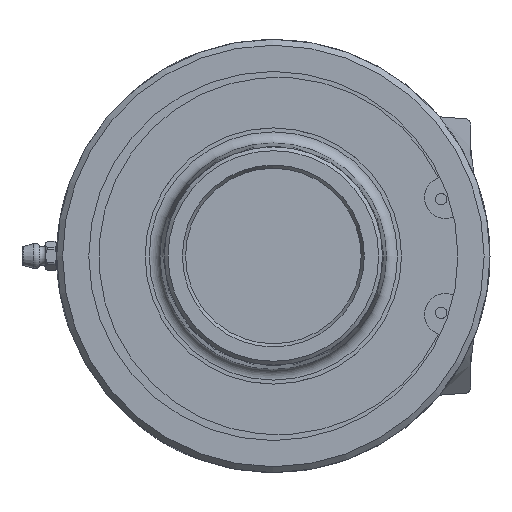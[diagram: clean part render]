
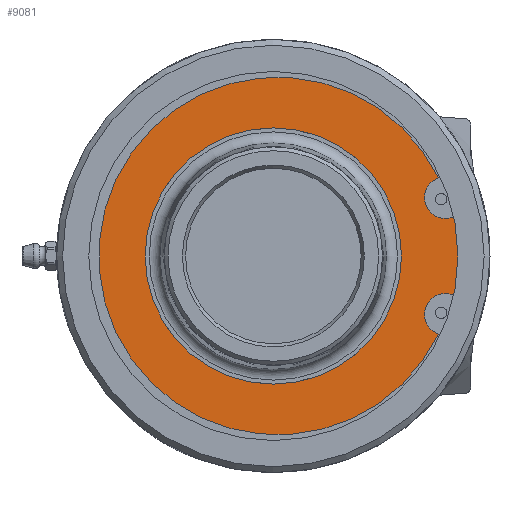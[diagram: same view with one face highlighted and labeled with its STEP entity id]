
A CAD part, left-side view. The second image highlights one B-rep face of the part: STEP entity #9081.
In plain terms, the highlighted planar face has unit normal (-1, 0, 0).
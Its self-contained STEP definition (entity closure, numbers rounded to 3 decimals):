
#374=PLANE('',#9773);
#545=FACE_BOUND('',#1638,.T.);
#1079=FACE_OUTER_BOUND('',#1637,.T.);
#1637=EDGE_LOOP('',(#6403,#6404,#6405,#6406,#6407,#6408));
#1638=EDGE_LOOP('',(#6409,#6410));
#2276=CIRCLE('',#9772,53.8);
#2277=CIRCLE('',#9774,5.682);
#2278=CIRCLE('',#9775,48.478);
#2279=CIRCLE('',#9776,5.682);
#2280=CIRCLE('',#9777,34.75);
#2281=CIRCLE('',#9778,34.75);
#2607=LINE('',#17657,#3083);
#2608=LINE('',#17659,#3084);
#3083=VECTOR('',#10767,10.);
#3084=VECTOR('',#10768,10.);
#3851=VERTEX_POINT('',#17645);
#3855=VERTEX_POINT('',#17652);
#3856=VERTEX_POINT('',#17656);
#3857=VERTEX_POINT('',#17658);
#3858=VERTEX_POINT('',#17660);
#3859=VERTEX_POINT('',#17662);
#3860=VERTEX_POINT('',#17665);
#3861=VERTEX_POINT('',#17666);
#4856=EDGE_CURVE('',#3851,#3855,#2276,.T.);
#4857=EDGE_CURVE('',#3856,#3851,#2607,.T.);
#4858=EDGE_CURVE('',#3855,#3857,#2608,.T.);
#4859=EDGE_CURVE('',#3857,#3858,#2277,.T.);
#4860=EDGE_CURVE('',#3858,#3859,#2278,.T.);
#4861=EDGE_CURVE('',#3859,#3856,#2279,.T.);
#4862=EDGE_CURVE('',#3860,#3861,#2280,.T.);
#4863=EDGE_CURVE('',#3861,#3860,#2281,.T.);
#6403=ORIENTED_EDGE('',*,*,#4857,.T.);
#6404=ORIENTED_EDGE('',*,*,#4856,.T.);
#6405=ORIENTED_EDGE('',*,*,#4858,.T.);
#6406=ORIENTED_EDGE('',*,*,#4859,.T.);
#6407=ORIENTED_EDGE('',*,*,#4860,.T.);
#6408=ORIENTED_EDGE('',*,*,#4861,.T.);
#6409=ORIENTED_EDGE('',*,*,#4862,.T.);
#6410=ORIENTED_EDGE('',*,*,#4863,.T.);
#9081=ADVANCED_FACE('',(#1079,#545),#374,.F.);
#9772=AXIS2_PLACEMENT_3D('',#17654,#10763,#10764);
#9773=AXIS2_PLACEMENT_3D('',#17655,#10765,#10766);
#9774=AXIS2_PLACEMENT_3D('',#17661,#10769,#10770);
#9775=AXIS2_PLACEMENT_3D('',#17663,#10771,#10772);
#9776=AXIS2_PLACEMENT_3D('',#17664,#10773,#10774);
#9777=AXIS2_PLACEMENT_3D('',#17667,#10775,#10776);
#9778=AXIS2_PLACEMENT_3D('',#17668,#10777,#10778);
#10763=DIRECTION('center_axis',(-1.,0.,0.));
#10764=DIRECTION('ref_axis',(0.,1.,0.));
#10765=DIRECTION('center_axis',(1.,0.,0.));
#10766=DIRECTION('ref_axis',(0.,0.,-1.));
#10767=DIRECTION('',(0.,-0.96,-0.281));
#10768=DIRECTION('',(0.,0.96,-0.281));
#10769=DIRECTION('center_axis',(1.,0.,0.));
#10770=DIRECTION('ref_axis',(0.,0.335,0.942));
#10771=DIRECTION('center_axis',(-1.,0.,0.));
#10772=DIRECTION('ref_axis',(0.,1.,0.));
#10773=DIRECTION('center_axis',(1.,0.,0.));
#10774=DIRECTION('ref_axis',(0.,-0.335,0.942));
#10775=DIRECTION('center_axis',(1.,0.,0.));
#10776=DIRECTION('ref_axis',(0.,-1.,0.));
#10777=DIRECTION('center_axis',(1.,0.,0.));
#10778=DIRECTION('ref_axis',(0.,-1.,0.));
#17645=CARTESIAN_POINT('',(10.375,-52.522,-11.656));
#17652=CARTESIAN_POINT('',(10.375,-52.522,11.656));
#17654=CARTESIAN_POINT('Origin',(10.375,0.,0.));
#17655=CARTESIAN_POINT('Origin',(10.375,26.9,0.));
#17656=CARTESIAN_POINT('',(10.375,-48.558,-10.495));
#17657=CARTESIAN_POINT('',(10.375,-14.375,-0.486));
#17658=CARTESIAN_POINT('',(10.375,-48.558,10.495));
#17659=CARTESIAN_POINT('',(10.375,-12.393,-0.094));
#17660=CARTESIAN_POINT('',(10.375,-44.751,21.202));
#17661=CARTESIAN_POINT('Origin',(10.375,-46.655,15.848));
#17662=CARTESIAN_POINT('',(10.375,-44.751,-21.202));
#17663=CARTESIAN_POINT('Origin',(10.375,-1.155,0.));
#17664=CARTESIAN_POINT('Origin',(10.375,-46.655,-15.848));
#17665=CARTESIAN_POINT('',(10.375,-34.75,0.));
#17666=CARTESIAN_POINT('',(10.375,34.75,0.));
#17667=CARTESIAN_POINT('Origin',(10.375,0.,0.));
#17668=CARTESIAN_POINT('Origin',(10.375,0.,0.));
